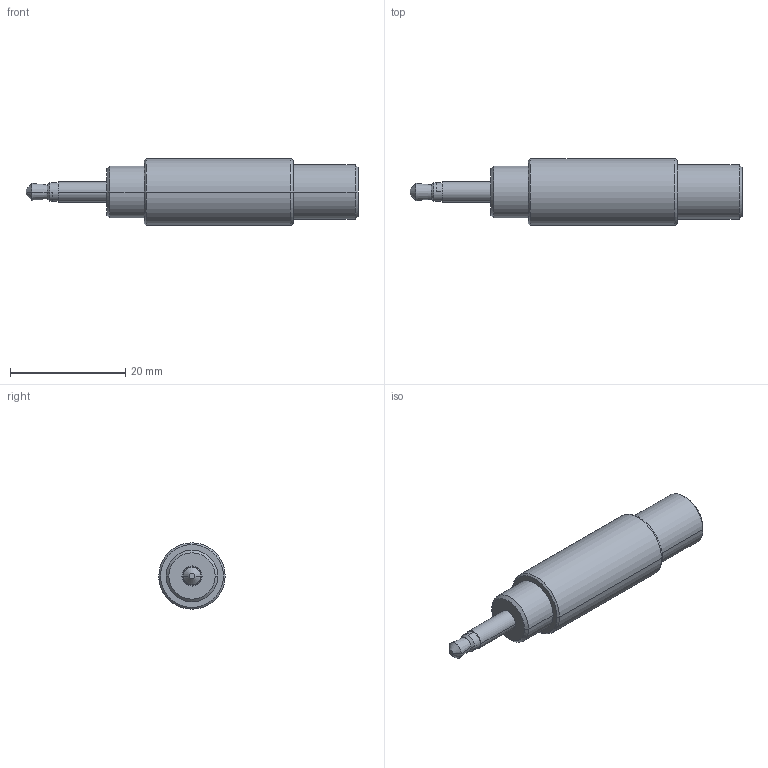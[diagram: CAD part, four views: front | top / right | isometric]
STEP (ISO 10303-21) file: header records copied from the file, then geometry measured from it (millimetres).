
FILE_DESCRIPTION((''),'2;1');
FILE_NAME('PRT0073','2021-03-17T',('zyj'),(''),'PRO/ENGINEER BY PARAMETRIC TECHNOLOGY CORPORATION, 2013040','PRO/ENGINEER BY PARAMETRIC TECHNOLOGY CORPORATION, 2013040','');
FILE_SCHEMA(('CONFIG_CONTROL_DESIGN','SHAPE_APPEARANCE_LAYERS_GROUPS'));
Length unit declared in the file: millimetre
Products named in the file (1): PRT0073
Bounding box: 57.5 x 11.5 x 11.5 mm (x, y, z)
Volume: 2360.7 mm3; surface area: 2658.6 mm2
Topology: 1 solids, 1 shells, 53 faces, 121 edges, 78 vertices
Faces by surface type: cylinder 22, cone 18, plane 11, torus 2
Entity records: 1575 total; most frequent: DIRECTION 290, CARTESIAN_POINT 274, ORIENTED_EDGE 238, AXIS2_PLACEMENT_3D 123, EDGE_CURVE 119, VERTEX_POINT 78, CIRCLE 70, EDGE_LOOP 63
